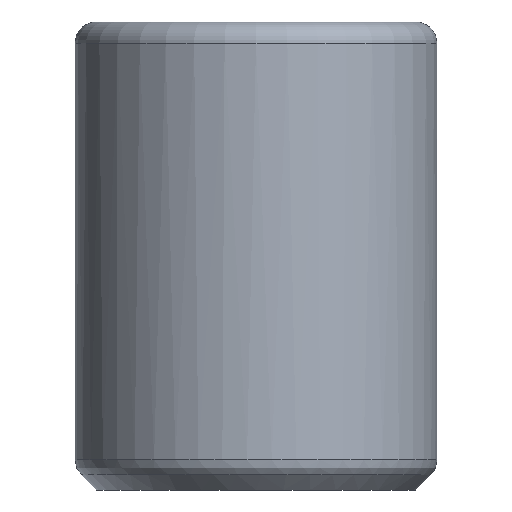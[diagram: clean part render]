
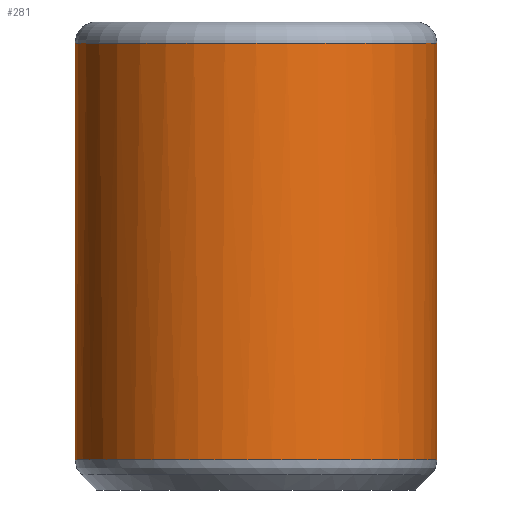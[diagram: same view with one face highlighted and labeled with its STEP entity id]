
A CAD part, front view. The second image highlights one B-rep face of the part: STEP entity #281.
In plain terms, the highlighted cylindrical face has radius 8.5 mm (diameter 17 mm), a full revolution.
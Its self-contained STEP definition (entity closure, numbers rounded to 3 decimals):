
#146 = ( BOUNDED_SURFACE() B_SPLINE_SURFACE(2,14,(
    (#147,#148,#149,#150,#151,#152,#153,#154,#155,#156,#157,#158,#159
      ,#160,#161)
    ,(#162,#163,#164,#165,#166,#167,#168,#169,#170,#171,#172,#173,#174
      ,#175,#176)
    ,(#177,#178,#179,#180,#181,#182,#183,#184,#185,#186,#187,#188,#189
      ,#190,#191
)),.UNSPECIFIED.,.F.,.T.,.F.) B_SPLINE_SURFACE_WITH_KNOTS((3,3),(15,15),
  (0.,53.407),(0.,53.407),.PIECEWISE_BEZIER_KNOTS.) 
GEOMETRIC_REPRESENTATION_ITEM() RATIONAL_B_SPLINE_SURFACE((
    (1.,1.,1.,1.,1.,1.
      ,1.,1.,1.,1.
      ,1.,1.,1.,1.,1.)
    ,(0.924,0.924,0.924,0.924
      ,0.924,0.924,0.924,0.924
      ,0.924,0.924,0.924,0.924
      ,0.924,0.924,0.924)
    ,(1.,1.,1.,1.,1.,1.
      ,1.,1.,1.,1.
      ,1.,1.,1.,1.,1.
))) REPRESENTATION_ITEM('') SURFACE() );
#147 = CARTESIAN_POINT('',(8.5,0.,1.414));
#148 = CARTESIAN_POINT('',(8.5,3.76,1.414)
  );
#149 = CARTESIAN_POINT('',(6.709,7.599,1.414)
  );
#150 = CARTESIAN_POINT('',(3.002,10.518,1.414
    ));
#151 = CARTESIAN_POINT('',(-2.054,11.478,
    1.414));
#152 = CARTESIAN_POINT('',(-7.292,9.578,1.414
    ));
#153 = CARTESIAN_POINT('',(-10.806,5.818,1.414)
  );
#154 = CARTESIAN_POINT('',(-13.029,0.,
    1.414));
#155 = CARTESIAN_POINT('',(-10.806,-5.818,1.414
    ));
#156 = CARTESIAN_POINT('',(-7.292,-9.578,1.414
    ));
#157 = CARTESIAN_POINT('',(-2.054,-11.478,1.414
    ));
#158 = CARTESIAN_POINT('',(3.002,-10.518,1.414
    ));
#159 = CARTESIAN_POINT('',(6.709,-7.599,1.414)
  );
#160 = CARTESIAN_POINT('',(8.5,-3.76,1.414
    ));
#161 = CARTESIAN_POINT('',(8.5,0.,1.414));
#162 = CARTESIAN_POINT('',(8.5,0.,1.));
#163 = CARTESIAN_POINT('',(8.5,3.76,1.));
#164 = CARTESIAN_POINT('',(6.709,7.599,1.));
#165 = CARTESIAN_POINT('',(3.002,10.518,1.
    ));
#166 = CARTESIAN_POINT('',(-2.054,11.478,
    1.));
#167 = CARTESIAN_POINT('',(-7.292,9.578,1.
    ));
#168 = CARTESIAN_POINT('',(-10.806,5.818,1.
    ));
#169 = CARTESIAN_POINT('',(-13.029,0.,
    1.));
#170 = CARTESIAN_POINT('',(-10.806,-5.818,1.)
  );
#171 = CARTESIAN_POINT('',(-7.292,-9.578,
    1.));
#172 = CARTESIAN_POINT('',(-2.054,-11.478,
    1.));
#173 = CARTESIAN_POINT('',(3.002,-10.518,1.));
#174 = CARTESIAN_POINT('',(6.709,-7.599,1.));
#175 = CARTESIAN_POINT('',(8.5,-3.76,1.));
#176 = CARTESIAN_POINT('',(8.5,0.,1.));
#177 = CARTESIAN_POINT('',(8.207,0.,0.707));
#178 = CARTESIAN_POINT('',(8.207,3.63,0.707)
  );
#179 = CARTESIAN_POINT('',(6.478,7.337,0.707)
  );
#180 = CARTESIAN_POINT('',(2.899,10.156,0.707
    ));
#181 = CARTESIAN_POINT('',(-1.983,11.082,
    0.707));
#182 = CARTESIAN_POINT('',(-7.041,9.248,0.707
    ));
#183 = CARTESIAN_POINT('',(-10.434,5.617,0.707)
  );
#184 = CARTESIAN_POINT('',(-12.58,0.,
    0.707));
#185 = CARTESIAN_POINT('',(-10.434,-5.617,
    0.707));
#186 = CARTESIAN_POINT('',(-7.041,-9.248,
    0.707));
#187 = CARTESIAN_POINT('',(-1.983,-11.082,
    0.707));
#188 = CARTESIAN_POINT('',(2.899,-10.156,0.707
    ));
#189 = CARTESIAN_POINT('',(6.478,-7.337,0.707
    ));
#190 = CARTESIAN_POINT('',(8.207,-3.63,0.707
    ));
#191 = CARTESIAN_POINT('',(8.207,0.,
    0.707));
#205 = VERTEX_POINT('',#206);
#206 = CARTESIAN_POINT('',(8.5,0.,1.414));
#227 = EDGE_CURVE('',#205,#205,#228,.T.);
#228 = SURFACE_CURVE('',#229,(#245,#252),.PCURVE_S1.);
#229 = ( BOUNDED_CURVE() B_SPLINE_CURVE(14,(#230,#231,#232,#233,#234,
    #235,#236,#237,#238,#239,#240,#241,#242,#243,#244),.UNSPECIFIED.,.T.
,.F.) B_SPLINE_CURVE_WITH_KNOTS((15,15),(0.,53.407),
.PIECEWISE_BEZIER_KNOTS.) CURVE() GEOMETRIC_REPRESENTATION_ITEM() 
RATIONAL_B_SPLINE_CURVE((1.,1.,1.,1.,
    1.,1.,1.,1.,
    1.,1.,1.,1.,
1.,1.,1.)) REPRESENTATION_ITEM('') );
#230 = CARTESIAN_POINT('',(8.5,0.,1.414));
#231 = CARTESIAN_POINT('',(8.5,3.76,1.414)
  );
#232 = CARTESIAN_POINT('',(6.709,7.599,1.414)
  );
#233 = CARTESIAN_POINT('',(3.002,10.518,1.414
    ));
#234 = CARTESIAN_POINT('',(-2.054,11.478,
    1.414));
#235 = CARTESIAN_POINT('',(-7.292,9.578,1.414
    ));
#236 = CARTESIAN_POINT('',(-10.806,5.818,1.414)
  );
#237 = CARTESIAN_POINT('',(-13.029,0.,
    1.414));
#238 = CARTESIAN_POINT('',(-10.806,-5.818,1.414
    ));
#239 = CARTESIAN_POINT('',(-7.292,-9.578,1.414
    ));
#240 = CARTESIAN_POINT('',(-2.054,-11.478,1.414
    ));
#241 = CARTESIAN_POINT('',(3.002,-10.518,1.414
    ));
#242 = CARTESIAN_POINT('',(6.709,-7.599,1.414)
  );
#243 = CARTESIAN_POINT('',(8.5,-3.76,1.414
    ));
#244 = CARTESIAN_POINT('',(8.5,0.,1.414));
#245 = PCURVE('',#146,#246);
#246 = DEFINITIONAL_REPRESENTATION('',(#247),#251);
#247 = LINE('',#248,#249);
#248 = CARTESIAN_POINT('',(0.,0.));
#249 = VECTOR('',#250,1.);
#250 = DIRECTION('',(0.,1.));
#251 = ( GEOMETRIC_REPRESENTATION_CONTEXT(2) 
PARAMETRIC_REPRESENTATION_CONTEXT() REPRESENTATION_CONTEXT('2D SPACE',''
  ) );
#252 = PCURVE('',#253,#258);
#253 = CYLINDRICAL_SURFACE('',#254,8.5);
#254 = AXIS2_PLACEMENT_3D('',#255,#256,#257);
#255 = CARTESIAN_POINT('',(0.,0.,0.));
#256 = DIRECTION('',(-0.,-0.,-1.));
#257 = DIRECTION('',(1.,0.,0.));
#258 = DEFINITIONAL_REPRESENTATION('',(#259),#280);
#259 = B_SPLINE_CURVE_WITH_KNOTS('',10,(#260,#261,#262,#263,#264,#265,
    #266,#267,#268,#269,#270,#271,#272,#273,#274,#275,#276,#277,#278,
    #279),.UNSPECIFIED.,.F.,.F.,(11,9,11),(0.,26.704,
    53.407),.UNSPECIFIED.);
#260 = CARTESIAN_POINT('',(0.,-1.414));
#261 = CARTESIAN_POINT('',(-0.31,-1.414));
#262 = CARTESIAN_POINT('',(-0.624,-1.414));
#263 = CARTESIAN_POINT('',(-0.94,-1.414));
#264 = CARTESIAN_POINT('',(-1.256,-1.414));
#265 = CARTESIAN_POINT('',(-1.57,-1.414));
#266 = CARTESIAN_POINT('',(-1.885,-1.414));
#267 = CARTESIAN_POINT('',(-2.199,-1.414));
#268 = CARTESIAN_POINT('',(-2.513,-1.414));
#269 = CARTESIAN_POINT('',(-2.827,-1.414));
#270 = CARTESIAN_POINT('',(-3.456,-1.414));
#271 = CARTESIAN_POINT('',(-3.77,-1.414));
#272 = CARTESIAN_POINT('',(-4.084,-1.414));
#273 = CARTESIAN_POINT('',(-4.398,-1.414));
#274 = CARTESIAN_POINT('',(-4.713,-1.414));
#275 = CARTESIAN_POINT('',(-5.027,-1.414));
#276 = CARTESIAN_POINT('',(-5.343,-1.414));
#277 = CARTESIAN_POINT('',(-5.659,-1.414));
#278 = CARTESIAN_POINT('',(-5.974,-1.414));
#279 = CARTESIAN_POINT('',(-6.283,-1.414));
#280 = ( GEOMETRIC_REPRESENTATION_CONTEXT(2) 
PARAMETRIC_REPRESENTATION_CONTEXT() REPRESENTATION_CONTEXT('2D SPACE',''
  ) );
#281 = ADVANCED_FACE('',(#282),#253,.T.);
#282 = FACE_BOUND('',#283,.F.);
#283 = EDGE_LOOP('',(#284,#307,#334,#335));
#284 = ORIENTED_EDGE('',*,*,#285,.T.);
#285 = EDGE_CURVE('',#205,#286,#288,.T.);
#286 = VERTEX_POINT('',#287);
#287 = CARTESIAN_POINT('',(8.5,0.,21.));
#288 = SEAM_CURVE('',#289,(#293,#300),.PCURVE_S1.);
#289 = LINE('',#290,#291);
#290 = CARTESIAN_POINT('',(8.5,0.,0.));
#291 = VECTOR('',#292,1.);
#292 = DIRECTION('',(0.,0.,1.));
#293 = PCURVE('',#253,#294);
#294 = DEFINITIONAL_REPRESENTATION('',(#295),#299);
#295 = LINE('',#296,#297);
#296 = CARTESIAN_POINT('',(-0.,0.));
#297 = VECTOR('',#298,1.);
#298 = DIRECTION('',(-0.,-1.));
#299 = ( GEOMETRIC_REPRESENTATION_CONTEXT(2) 
PARAMETRIC_REPRESENTATION_CONTEXT() REPRESENTATION_CONTEXT('2D SPACE',''
  ) );
#300 = PCURVE('',#253,#301);
#301 = DEFINITIONAL_REPRESENTATION('',(#302),#306);
#302 = LINE('',#303,#304);
#303 = CARTESIAN_POINT('',(-6.283,0.));
#304 = VECTOR('',#305,1.);
#305 = DIRECTION('',(-0.,-1.));
#306 = ( GEOMETRIC_REPRESENTATION_CONTEXT(2) 
PARAMETRIC_REPRESENTATION_CONTEXT() REPRESENTATION_CONTEXT('2D SPACE',''
  ) );
#307 = ORIENTED_EDGE('',*,*,#308,.T.);
#308 = EDGE_CURVE('',#286,#286,#309,.T.);
#309 = SURFACE_CURVE('',#310,(#315,#322),.PCURVE_S1.);
#310 = CIRCLE('',#311,8.5);
#311 = AXIS2_PLACEMENT_3D('',#312,#313,#314);
#312 = CARTESIAN_POINT('',(0.,0.,21.));
#313 = DIRECTION('',(0.,0.,1.));
#314 = DIRECTION('',(1.,0.,-0.));
#315 = PCURVE('',#253,#316);
#316 = DEFINITIONAL_REPRESENTATION('',(#317),#321);
#317 = LINE('',#318,#319);
#318 = CARTESIAN_POINT('',(-0.,-21.));
#319 = VECTOR('',#320,1.);
#320 = DIRECTION('',(-1.,0.));
#321 = ( GEOMETRIC_REPRESENTATION_CONTEXT(2) 
PARAMETRIC_REPRESENTATION_CONTEXT() REPRESENTATION_CONTEXT('2D SPACE',''
  ) );
#322 = PCURVE('',#323,#328);
#323 = TOROIDAL_SURFACE('',#324,7.5,1.);
#324 = AXIS2_PLACEMENT_3D('',#325,#326,#327);
#325 = CARTESIAN_POINT('',(0.,0.,21.));
#326 = DIRECTION('',(0.,0.,1.));
#327 = DIRECTION('',(1.,0.,-0.));
#328 = DEFINITIONAL_REPRESENTATION('',(#329),#333);
#329 = LINE('',#330,#331);
#330 = CARTESIAN_POINT('',(0.,0.));
#331 = VECTOR('',#332,1.);
#332 = DIRECTION('',(1.,0.));
#333 = ( GEOMETRIC_REPRESENTATION_CONTEXT(2) 
PARAMETRIC_REPRESENTATION_CONTEXT() REPRESENTATION_CONTEXT('2D SPACE',''
  ) );
#334 = ORIENTED_EDGE('',*,*,#285,.F.);
#335 = ORIENTED_EDGE('',*,*,#227,.F.);
